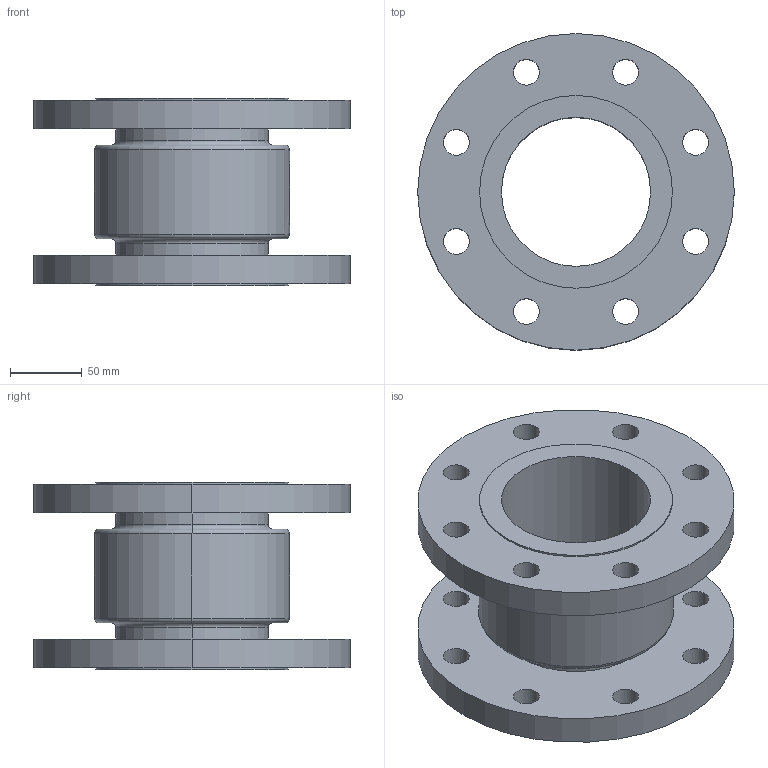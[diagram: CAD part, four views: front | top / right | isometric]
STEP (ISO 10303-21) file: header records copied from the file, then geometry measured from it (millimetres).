
FILE_DESCRIPTION (( 'STEP AP214' ), '1' );
FILE_NAME ('ALPHA-C_DN100_PN16_6000017309.STEP', '2021-10-21T06:45:20', ( 'axxx' ), ( 'Hewlett-Packard Company' ), 'SwSTEP 2.0', 'SolidWorks 2019', '' );
FILE_SCHEMA (( 'AUTOMOTIVE_DESIGN' ));
Length unit declared in the file: millimetre
Products named in the file (1): ALPHA-C_DN100_PN16_6000017309
Bounding box: 220 x 220 x 130 mm (x, y, z)
Volume: 1514624.1 mm3; surface area: 244053.4 mm2
Topology: 1 solids, 1 shells, 576 faces, 1540 edges, 1024 vertices
Faces by surface type: plane 263, bspline 222, cylinder 83, torus 8
Entity records: 30270 total; most frequent: CARTESIAN_POINT 17342, ORIENTED_EDGE 3080, DIRECTION 1921, EDGE_CURVE 1540, VERTEX_POINT 1024, VECTOR 811, LINE 811, EDGE_LOOP 668
